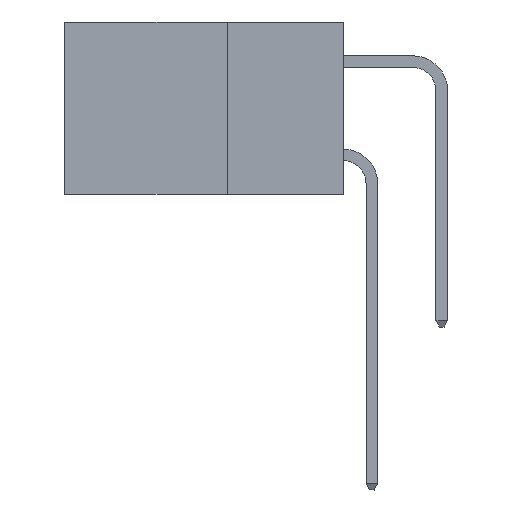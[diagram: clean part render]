
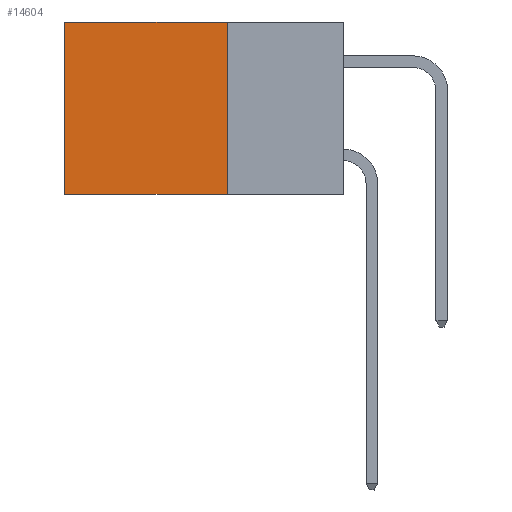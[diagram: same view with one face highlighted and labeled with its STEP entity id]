
A CAD part, left-side view. The second image highlights one B-rep face of the part: STEP entity #14604.
In plain terms, the highlighted planar face has unit normal (-1, 0, 0).
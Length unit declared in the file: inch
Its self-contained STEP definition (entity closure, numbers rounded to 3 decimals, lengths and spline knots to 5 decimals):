
#822 = CARTESIAN_POINT ( 'NONE',  ( 0.298, 0.25, -0.37 ) ) ;
#1246 = DIRECTION ( 'NONE',  ( 0., 0., -1. ) ) ;
#1353 = DIRECTION ( 'NONE',  ( 0., 1., 0. ) ) ;
#3243 = ORIENTED_EDGE ( 'NONE', *, *, #22721, .F. ) ;
#3636 = ORIENTED_EDGE ( 'NONE', *, *, #3925, .F. ) ;
#3658 = VECTOR ( 'NONE', #1353, 39.37008 ) ;
#3925 = EDGE_CURVE ( 'NONE', #8781, #22588, #13101, .T. ) ;
#5278 = VECTOR ( 'NONE', #15426, 39.37008 ) ;
#5384 = CARTESIAN_POINT ( 'NONE',  ( 0.298, 0.25, 0. ) ) ;
#6700 = CARTESIAN_POINT ( 'NONE',  ( 0.298, 0.25, 0. ) ) ;
#8135 = FACE_OUTER_BOUND ( 'NONE', #18275, .T. ) ;
#8525 = LINE ( 'NONE', #14091, #3658 ) ;
#8781 = VERTEX_POINT ( 'NONE', #15725 ) ;
#10110 = LINE ( 'NONE', #822, #5278 ) ;
#10353 = PLANE ( 'NONE',  #17191 ) ;
#11748 = EDGE_CURVE ( 'NONE', #8781, #18174, #8525, .T. ) ;
#12172 = DIRECTION ( 'NONE',  ( 1., 0., 0. ) ) ;
#12510 = DIRECTION ( 'NONE',  ( 0., 0., -1. ) ) ;
#13101 = LINE ( 'NONE', #5384, #16790 ) ;
#13568 = CARTESIAN_POINT ( 'NONE',  ( 0.298, 0.6, -0.37 ) ) ;
#13602 = ORIENTED_EDGE ( 'NONE', *, *, #11748, .T. ) ;
#14091 = CARTESIAN_POINT ( 'NONE',  ( 0.298, 0.25, 0. ) ) ;
#14096 = VECTOR ( 'NONE', #12510, 39.37008 ) ;
#14604 = ADVANCED_FACE ( 'NONE', ( #8135 ), #10353, .F. ) ;
#15031 = CARTESIAN_POINT ( 'NONE',  ( 0.298, 0.25, -0.37 ) ) ;
#15426 = DIRECTION ( 'NONE',  ( 0., 1., 0. ) ) ;
#15725 = CARTESIAN_POINT ( 'NONE',  ( 0.298, 0.25, 0. ) ) ;
#16790 = VECTOR ( 'NONE', #18175, 39.37008 ) ;
#17042 = VERTEX_POINT ( 'NONE', #13568 ) ;
#17191 = AXIS2_PLACEMENT_3D ( 'NONE', #6700, #12172, #1246 ) ;
#18174 = VERTEX_POINT ( 'NONE', #20887 ) ;
#18175 = DIRECTION ( 'NONE',  ( 0., 0., -1. ) ) ;
#18275 = EDGE_LOOP ( 'NONE', ( #18940, #3243, #3636, #13602 ) ) ;
#18940 = ORIENTED_EDGE ( 'NONE', *, *, #19628, .T. ) ;
#19468 = LINE ( 'NONE', #21442, #14096 ) ;
#19628 = EDGE_CURVE ( 'NONE', #18174, #17042, #19468, .T. ) ;
#20887 = CARTESIAN_POINT ( 'NONE',  ( 0.298, 0.6, 0. ) ) ;
#21442 = CARTESIAN_POINT ( 'NONE',  ( 0.298, 0.6, 0. ) ) ;
#22588 = VERTEX_POINT ( 'NONE', #15031 ) ;
#22721 = EDGE_CURVE ( 'NONE', #22588, #17042, #10110, .T. ) ;
